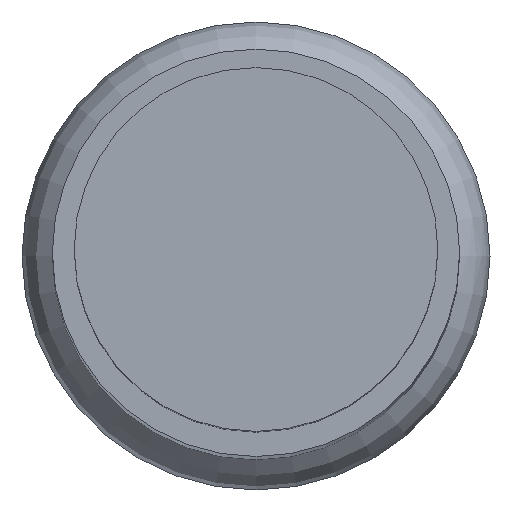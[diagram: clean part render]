
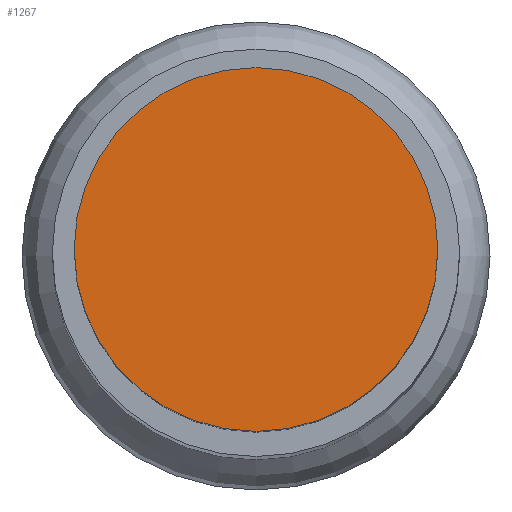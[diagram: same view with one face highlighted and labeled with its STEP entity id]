
A CAD part, top view. The second image highlights one B-rep face of the part: STEP entity #1267.
In plain terms, the highlighted planar face has unit normal (0, 0, 1).
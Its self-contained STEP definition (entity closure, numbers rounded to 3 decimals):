
#1183 = EDGE_CURVE('',#1184,#1184,#1186,.T.);
#1184 = VERTEX_POINT('',#1185);
#1185 = CARTESIAN_POINT('',(0.75,0.,33.35));
#1186 = SURFACE_CURVE('',#1187,(#1192,#1204),.PCURVE_S1.);
#1187 = CIRCLE('',#1188,0.75);
#1188 = AXIS2_PLACEMENT_3D('',#1189,#1190,#1191);
#1189 = CARTESIAN_POINT('',(0.,0.,33.35));
#1190 = DIRECTION('',(0.,0.,1.));
#1191 = DIRECTION('',(1.,0.,0.));
#1192 = PCURVE('',#1193,#1198);
#1193 = CYLINDRICAL_SURFACE('',#1194,0.75);
#1194 = AXIS2_PLACEMENT_3D('',#1195,#1196,#1197);
#1195 = CARTESIAN_POINT('',(0.,0.,31.35));
#1196 = DIRECTION('',(0.,0.,1.));
#1197 = DIRECTION('',(1.,0.,0.));
#1198 = DEFINITIONAL_REPRESENTATION('',(#1199),#1203);
#1199 = LINE('',#1200,#1201);
#1200 = CARTESIAN_POINT('',(0.,2.));
#1201 = VECTOR('',#1202,1.);
#1202 = DIRECTION('',(1.,0.));
#1203 = ( GEOMETRIC_REPRESENTATION_CONTEXT(2) 
PARAMETRIC_REPRESENTATION_CONTEXT() REPRESENTATION_CONTEXT('2D SPACE',''
  ) );
#1204 = PCURVE('',#1205,#1210);
#1205 = PLANE('',#1206);
#1206 = AXIS2_PLACEMENT_3D('',#1207,#1208,#1209);
#1207 = CARTESIAN_POINT('',(0.,0.,33.35));
#1208 = DIRECTION('',(0.,0.,1.));
#1209 = DIRECTION('',(1.,0.,0.));
#1210 = DEFINITIONAL_REPRESENTATION('',(#1211),#1215);
#1211 = CIRCLE('',#1212,0.75);
#1212 = AXIS2_PLACEMENT_2D('',#1213,#1214);
#1213 = CARTESIAN_POINT('',(0.,0.));
#1214 = DIRECTION('',(1.,0.));
#1215 = ( GEOMETRIC_REPRESENTATION_CONTEXT(2) 
PARAMETRIC_REPRESENTATION_CONTEXT() REPRESENTATION_CONTEXT('2D SPACE',''
  ) );
#1267 = ADVANCED_FACE('',(#1268),#1205,.T.);
#1268 = FACE_BOUND('',#1269,.T.);
#1269 = EDGE_LOOP('',(#1270));
#1270 = ORIENTED_EDGE('',*,*,#1183,.T.);
